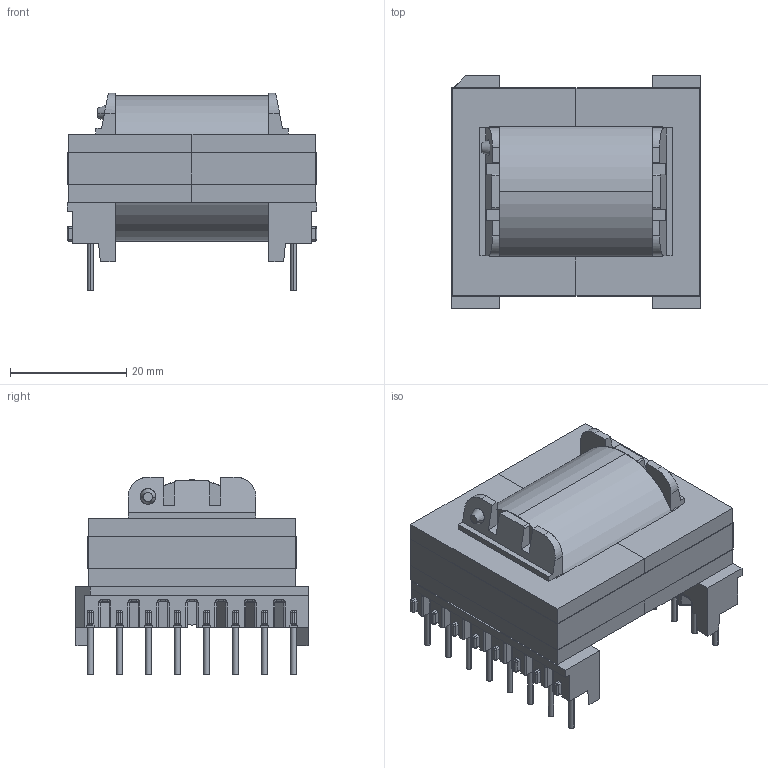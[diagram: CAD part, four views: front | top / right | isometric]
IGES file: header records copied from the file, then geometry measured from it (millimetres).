
Start section: SolidWorks IGES file using analytic representation for surfaces
Global section: file name: ER35-21_5940.IGS; native system: SolidWorks 2017; preprocessor: SolidWorks 2017; author: e.wtnpm; date: 210622.110354; units: inch
Bounding box: 43.01 x 40 x 34 mm (x, y, z)
Surface area: 19574.2 mm2 (no closed solid volume)
Topology: 0 solids, 0 shells, 878 faces, 6644 edges, 6581 vertices
Faces by surface type: revolution 458, bspline 420
